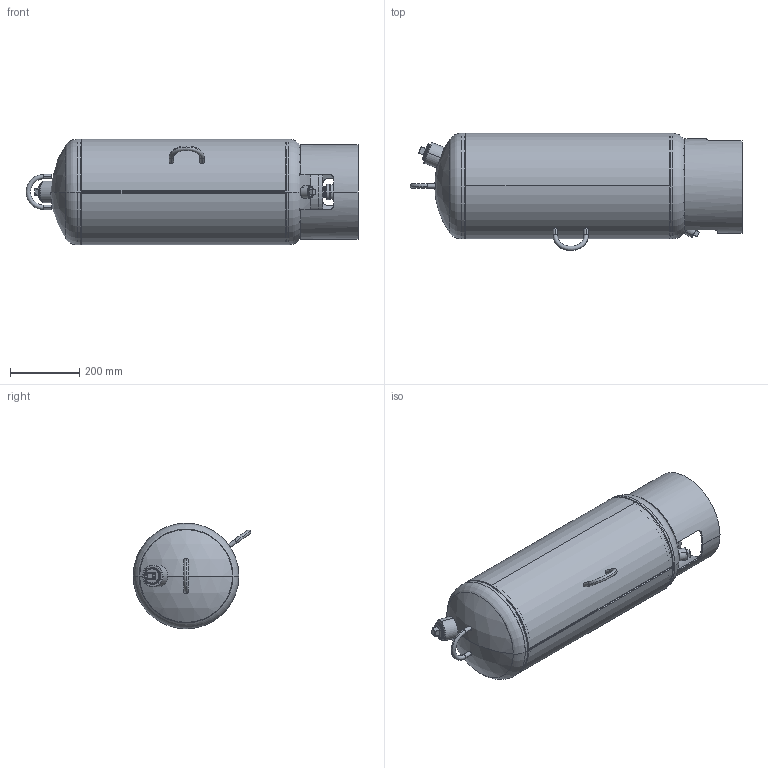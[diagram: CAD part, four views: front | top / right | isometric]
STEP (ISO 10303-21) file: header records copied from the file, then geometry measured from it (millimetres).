
FILE_DESCRIPTION (( 'STEP AP203' ), '1' );
FILE_NAME ('50-LBC (166A007).STEP', '2023-11-21T23:56:11', ( '' ), ( '' ), 'SwSTEP 2.0', 'SolidWorks 2022', '' );
FILE_SCHEMA (( 'CONFIG_CONTROL_DESIGN' ));
Length unit declared in the file: inch
Products named in the file (19): 9403-048; 117X28; 167-029; 167-039; 167-026; 167-020; 167-036; 167-035; 117-893; 50-LBC (166A007); 179-013; 165-035; 167-032_ASSEMBLY; 146X34; 117-1064; 9317-001_4627K334; 9403-047; 167-018; 9403-134
Assembly tree (19 placements, depth 4):
  50-LBC (166A007)
    167-035
      117X28
      117-1064
        9403-047
        9403-134
      179-013
    167-026
    167-036
      167-032_ASSEMBLY
      165-035
      9403-048
      167-039
        167-029
    167-018
      117-893
      167-020
      146X34
    179-013
    9317-001_4627K334
Bounding box: 960.45 x 339.74 x 305.32 mm (x, y, z)
Volume: 3296520.4 mm3; surface area: 2020629.5 mm2
Topology: 14 solids, 14 shells, 345 faces, 820 edges, 501 vertices
Faces by surface type: cylinder 150, cone 86, plane 61, torus 22, bspline 18, sphere 8
Entity records: 21168 total; most frequent: CARTESIAN_POINT 11620, DIRECTION 1579, ORIENTED_EDGE 1578, EDGE_CURVE 789, AXIS2_PLACEMENT_3D 645, VERTEX_POINT 489, EDGE_LOOP 372, FACE_OUTER_BOUND 337
